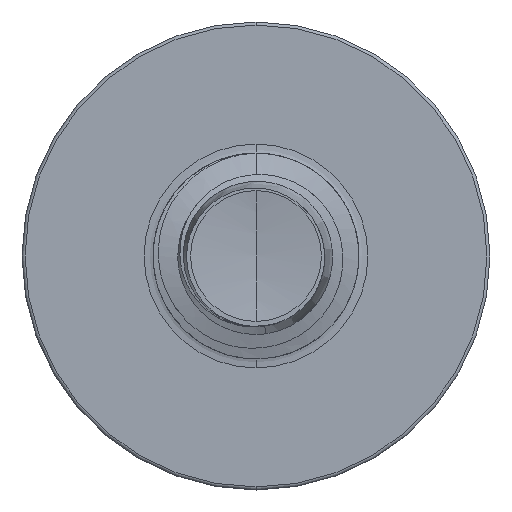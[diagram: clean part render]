
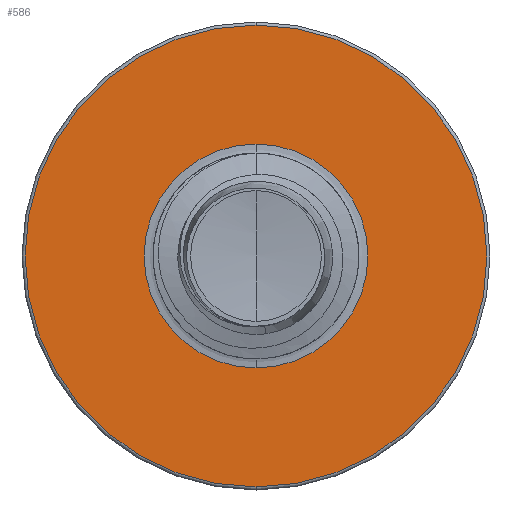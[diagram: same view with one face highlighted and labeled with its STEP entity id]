
A CAD part, front view. The second image highlights one B-rep face of the part: STEP entity #586.
In plain terms, the highlighted planar face has unit normal (0, -1, 0).
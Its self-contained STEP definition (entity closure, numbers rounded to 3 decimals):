
#586 = ADVANCED_FACE ( 'NONE', ( #13250, #11619 ), #9078, .F. ) ;
#1457 = ORIENTED_EDGE ( 'NONE', *, *, #11877, .T. ) ;
#1503 = ORIENTED_EDGE ( 'NONE', *, *, #5663, .T. ) ;
#1777 = VERTEX_POINT ( 'NONE', #14659 ) ;
#1871 = EDGE_LOOP ( 'NONE', ( #11952, #4345 ) ) ;
#4138 = DIRECTION ( 'NONE',  ( 0., 0., 1. ) ) ;
#4157 = DIRECTION ( 'NONE',  ( 0., 1., 0. ) ) ;
#4161 = CARTESIAN_POINT ( 'NONE',  ( 0., 3., 0. ) ) ;
#4345 = ORIENTED_EDGE ( 'NONE', *, *, #11027, .F. ) ;
#4397 = CARTESIAN_POINT ( 'NONE',  ( 0., 3., -2.467 ) ) ;
#5127 = DIRECTION ( 'NONE',  ( 0., 0., 1. ) ) ;
#5160 = CIRCLE ( 'NONE', #8141, 1.196 ) ;
#5172 = DIRECTION ( 'NONE',  ( 0., 1., 0. ) ) ;
#5199 = CARTESIAN_POINT ( 'NONE',  ( 0., 3., 0. ) ) ;
#5663 = EDGE_CURVE ( 'NONE', #12468, #1777, #5160, .T. ) ;
#5905 = VERTEX_POINT ( 'NONE', #11029 ) ;
#5922 = CIRCLE ( 'NONE', #8549, 2.467 ) ;
#8141 = AXIS2_PLACEMENT_3D ( 'NONE', #11228, #10994, #10970 ) ;
#8150 = DIRECTION ( 'NONE',  ( 0., 0., 1. ) ) ;
#8170 = DIRECTION ( 'NONE',  ( 0., 1., 0. ) ) ;
#8173 = CARTESIAN_POINT ( 'NONE',  ( 0., 3., 0. ) ) ;
#8549 = AXIS2_PLACEMENT_3D ( 'NONE', #8173, #8170, #8150 ) ;
#8901 = AXIS2_PLACEMENT_3D ( 'NONE', #4161, #4157, #4138 ) ;
#8958 = EDGE_LOOP ( 'NONE', ( #1457, #1503 ) ) ;
#8978 = DIRECTION ( 'NONE',  ( 0., 0., 1. ) ) ;
#8996 = DIRECTION ( 'NONE',  ( 0., 1., 0. ) ) ;
#9056 = CARTESIAN_POINT ( 'NONE',  ( 0., 3., -1.196 ) ) ;
#9078 = PLANE ( 'NONE',  #13009 ) ;
#9932 = CARTESIAN_POINT ( 'NONE',  ( 0., 3., -1.196 ) ) ;
#10970 = DIRECTION ( 'NONE',  ( 0., 0., 1. ) ) ;
#10994 = DIRECTION ( 'NONE',  ( 0., 1., 0. ) ) ;
#11027 = EDGE_CURVE ( 'NONE', #11851, #5905, #11544, .T. ) ;
#11029 = CARTESIAN_POINT ( 'NONE',  ( 0., 3., 2.467 ) ) ;
#11128 = AXIS2_PLACEMENT_3D ( 'NONE', #5199, #5172, #5127 ) ;
#11228 = CARTESIAN_POINT ( 'NONE',  ( 0., 3., 0. ) ) ;
#11544 = CIRCLE ( 'NONE', #11128, 2.467 ) ;
#11619 = FACE_BOUND ( 'NONE', #8958, .T. ) ;
#11851 = VERTEX_POINT ( 'NONE', #4397 ) ;
#11877 = EDGE_CURVE ( 'NONE', #1777, #12468, #14052, .T. ) ;
#11952 = ORIENTED_EDGE ( 'NONE', *, *, #12858, .F. ) ;
#12468 = VERTEX_POINT ( 'NONE', #9932 ) ;
#12858 = EDGE_CURVE ( 'NONE', #5905, #11851, #5922, .T. ) ;
#13009 = AXIS2_PLACEMENT_3D ( 'NONE', #9056, #8996, #8978 ) ;
#13250 = FACE_OUTER_BOUND ( 'NONE', #1871, .T. ) ;
#14052 = CIRCLE ( 'NONE', #8901, 1.196 ) ;
#14659 = CARTESIAN_POINT ( 'NONE',  ( 0., 3., 1.196 ) ) ;
